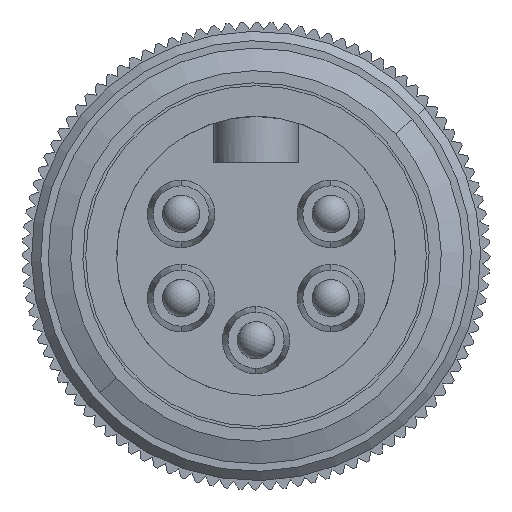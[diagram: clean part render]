
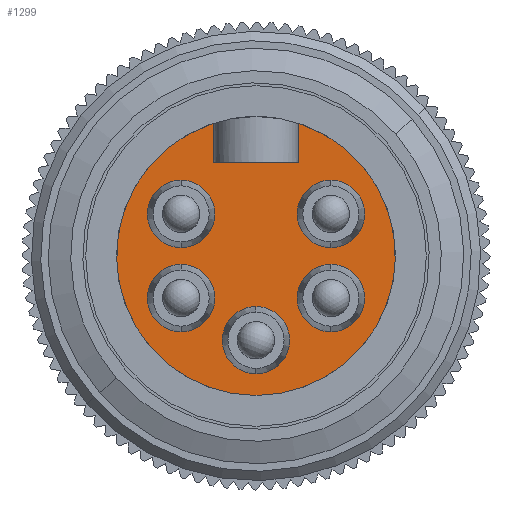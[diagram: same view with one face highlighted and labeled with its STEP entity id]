
A CAD part, front view. The second image highlights one B-rep face of the part: STEP entity #1299.
In plain terms, the highlighted planar face has unit normal (0, -1, 0).
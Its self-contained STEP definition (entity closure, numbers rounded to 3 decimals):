
#297=CARTESIAN_POINT('',(0.,6.9,0.));
#298=DIRECTION('',(0.,1.,0.));
#299=DIRECTION('',(0.302,0.,0.953));
#300=AXIS2_PLACEMENT_3D('',#297,#298,#299);
#302=CARTESIAN_POINT('',(0.,6.9,0.));
#303=DIRECTION('',(0.,1.,0.));
#304=DIRECTION('',(0.,0.,-1.));
#305=AXIS2_PLACEMENT_3D('',#302,#303,#304);
#307=CARTESIAN_POINT('',(-4.,6.9,2.25));
#308=DIRECTION('',(0.,-1.,0.));
#309=DIRECTION('',(0.,0.,-1.));
#310=AXIS2_PLACEMENT_3D('',#307,#308,#309);
#312=CARTESIAN_POINT('',(-4.,6.9,2.25));
#313=DIRECTION('',(0.,-1.,0.));
#314=DIRECTION('',(0.,0.,1.));
#315=AXIS2_PLACEMENT_3D('',#312,#313,#314);
#317=CARTESIAN_POINT('',(0.,6.9,-4.5));
#318=DIRECTION('',(0.,-1.,0.));
#319=DIRECTION('',(0.,0.,-1.));
#320=AXIS2_PLACEMENT_3D('',#317,#318,#319);
#322=CARTESIAN_POINT('',(0.,6.9,-4.5));
#323=DIRECTION('',(0.,-1.,0.));
#324=DIRECTION('',(0.,0.,1.));
#325=AXIS2_PLACEMENT_3D('',#322,#323,#324);
#327=CARTESIAN_POINT('',(4.,6.9,-2.25));
#328=DIRECTION('',(0.,-1.,0.));
#329=DIRECTION('',(0.,0.,-1.));
#330=AXIS2_PLACEMENT_3D('',#327,#328,#329);
#332=CARTESIAN_POINT('',(4.,6.9,-2.25));
#333=DIRECTION('',(0.,-1.,0.));
#334=DIRECTION('',(0.,0.,1.));
#335=AXIS2_PLACEMENT_3D('',#332,#333,#334);
#337=CARTESIAN_POINT('',(4.,6.9,2.25));
#338=DIRECTION('',(0.,-1.,0.));
#339=DIRECTION('',(0.,0.,-1.));
#340=AXIS2_PLACEMENT_3D('',#337,#338,#339);
#342=CARTESIAN_POINT('',(4.,6.9,2.25));
#343=DIRECTION('',(0.,-1.,0.));
#344=DIRECTION('',(0.,0.,1.));
#345=AXIS2_PLACEMENT_3D('',#342,#343,#344);
#347=CARTESIAN_POINT('',(-4.,6.9,-2.25));
#348=DIRECTION('',(0.,-1.,0.));
#349=DIRECTION('',(0.,0.,-1.));
#350=AXIS2_PLACEMENT_3D('',#347,#348,#349);
#352=CARTESIAN_POINT('',(-4.,6.9,-2.25));
#353=DIRECTION('',(0.,-1.,0.));
#354=DIRECTION('',(0.,0.,1.));
#355=AXIS2_PLACEMENT_3D('',#352,#353,#354);
#357=DIRECTION('',(0.,0.,-1.));
#358=VECTOR('',#357,2.102);
#359=CARTESIAN_POINT('',(2.25,6.9,7.102));
#360=LINE('',#359,#358);
#370=DIRECTION('',(-1.,0.,0.));
#371=VECTOR('',#370,4.5);
#372=CARTESIAN_POINT('',(2.25,6.9,5.));
#373=LINE('',#372,#371);
#378=DIRECTION('',(0.,0.,1.));
#379=VECTOR('',#378,2.102);
#380=CARTESIAN_POINT('',(-2.25,6.9,5.));
#381=LINE('',#380,#379);
#678=CARTESIAN_POINT('',(0.,6.9,-2.7));
#679=VERTEX_POINT('',#678);
#680=CARTESIAN_POINT('',(0.,6.9,-6.3));
#681=VERTEX_POINT('',#680);
#682=CARTESIAN_POINT('',(2.25,6.9,7.102));
#683=CARTESIAN_POINT('',(0.,6.9,-7.45));
#684=VERTEX_POINT('',#682);
#685=VERTEX_POINT('',#683);
#686=CARTESIAN_POINT('',(-2.25,6.9,7.102));
#687=VERTEX_POINT('',#686);
#688=CARTESIAN_POINT('',(-4.,6.9,0.45));
#689=CARTESIAN_POINT('',(-4.,6.9,4.05));
#690=VERTEX_POINT('',#688);
#691=VERTEX_POINT('',#689);
#692=CARTESIAN_POINT('',(4.,6.9,-4.05));
#693=CARTESIAN_POINT('',(4.,6.9,-0.45));
#694=VERTEX_POINT('',#692);
#695=VERTEX_POINT('',#693);
#696=CARTESIAN_POINT('',(4.,6.9,0.45));
#697=CARTESIAN_POINT('',(4.,6.9,4.05));
#698=VERTEX_POINT('',#696);
#699=VERTEX_POINT('',#697);
#700=CARTESIAN_POINT('',(-4.,6.9,-4.05));
#701=CARTESIAN_POINT('',(-4.,6.9,-0.45));
#702=VERTEX_POINT('',#700);
#703=VERTEX_POINT('',#701);
#704=CARTESIAN_POINT('',(2.25,6.9,5.));
#705=VERTEX_POINT('',#704);
#707=CARTESIAN_POINT('',(-2.25,6.9,5.));
#709=VERTEX_POINT('',#707);
#1254=CARTESIAN_POINT('',(0.,6.9,-0.174));
#1255=DIRECTION('',(0.,1.,0.));
#1256=DIRECTION('',(0.,0.,-1.));
#1257=AXIS2_PLACEMENT_3D('',#1254,#1255,#1256);
#1258=PLANE('',#1257);
#1260=ORIENTED_EDGE('',*,*,#1259,.F.);
#1261=ORIENTED_EDGE('',*,*,#1243,.T.);
#1262=ORIENTED_EDGE('',*,*,#1233,.T.);
#1264=ORIENTED_EDGE('',*,*,#1263,.F.);
#1266=ORIENTED_EDGE('',*,*,#1265,.F.);
#1267=EDGE_LOOP('',(#1260,#1261,#1262,#1264,#1266));
#1268=FACE_OUTER_BOUND('',#1267,.F.);
#1270=ORIENTED_EDGE('',*,*,#1269,.T.);
#1272=ORIENTED_EDGE('',*,*,#1271,.T.);
#1273=EDGE_LOOP('',(#1270,#1272));
#1274=FACE_BOUND('',#1273,.F.);
#1276=ORIENTED_EDGE('',*,*,#1275,.T.);
#1278=ORIENTED_EDGE('',*,*,#1277,.T.);
#1279=EDGE_LOOP('',(#1276,#1278));
#1280=FACE_BOUND('',#1279,.F.);
#1282=ORIENTED_EDGE('',*,*,#1281,.T.);
#1284=ORIENTED_EDGE('',*,*,#1283,.T.);
#1285=EDGE_LOOP('',(#1282,#1284));
#1286=FACE_BOUND('',#1285,.F.);
#1288=ORIENTED_EDGE('',*,*,#1287,.T.);
#1290=ORIENTED_EDGE('',*,*,#1289,.T.);
#1291=EDGE_LOOP('',(#1288,#1290));
#1292=FACE_BOUND('',#1291,.F.);
#1294=ORIENTED_EDGE('',*,*,#1293,.T.);
#1296=ORIENTED_EDGE('',*,*,#1295,.T.);
#1297=EDGE_LOOP('',(#1294,#1296));
#1298=FACE_BOUND('',#1297,.F.);
#1299=ADVANCED_FACE('',(#1268,#1274,#1280,#1286,#1292,#1298),#1258,.F.);
#301=CIRCLE('',#300,7.45);
#306=CIRCLE('',#305,7.45);
#311=CIRCLE('',#310,1.8);
#316=CIRCLE('',#315,1.8);
#321=CIRCLE('',#320,1.8);
#326=CIRCLE('',#325,1.8);
#331=CIRCLE('',#330,1.8);
#336=CIRCLE('',#335,1.8);
#341=CIRCLE('',#340,1.8);
#346=CIRCLE('',#345,1.8);
#351=CIRCLE('',#350,1.8);
#356=CIRCLE('',#355,1.8);
#1233=EDGE_CURVE('',#685,#687,#306,.T.);
#1243=EDGE_CURVE('',#684,#685,#301,.T.);
#1259=EDGE_CURVE('',#684,#705,#360,.T.);
#1263=EDGE_CURVE('',#709,#687,#381,.T.);
#1265=EDGE_CURVE('',#705,#709,#373,.T.);
#1269=EDGE_CURVE('',#690,#691,#311,.T.);
#1271=EDGE_CURVE('',#691,#690,#316,.T.);
#1275=EDGE_CURVE('',#681,#679,#321,.T.);
#1277=EDGE_CURVE('',#679,#681,#326,.T.);
#1281=EDGE_CURVE('',#694,#695,#331,.T.);
#1283=EDGE_CURVE('',#695,#694,#336,.T.);
#1287=EDGE_CURVE('',#698,#699,#341,.T.);
#1289=EDGE_CURVE('',#699,#698,#346,.T.);
#1293=EDGE_CURVE('',#702,#703,#351,.T.);
#1295=EDGE_CURVE('',#703,#702,#356,.T.);
